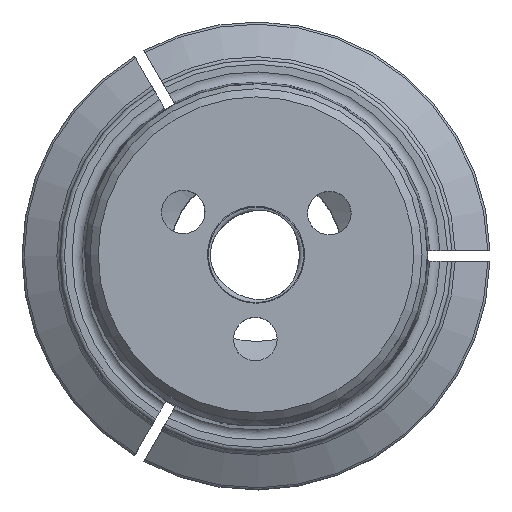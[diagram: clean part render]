
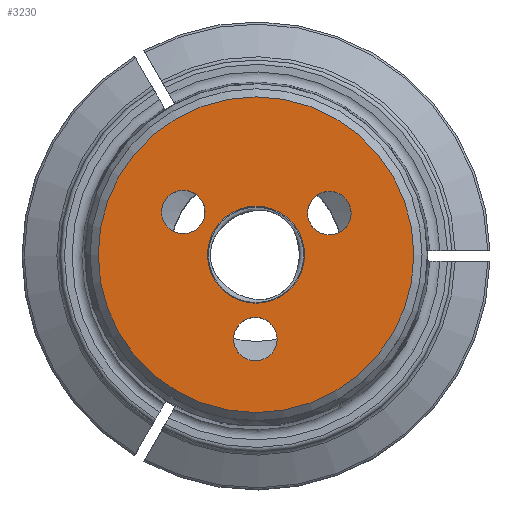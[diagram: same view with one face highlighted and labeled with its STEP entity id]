
A CAD part, top view. The second image highlights one B-rep face of the part: STEP entity #3230.
In plain terms, the highlighted planar face has unit normal (0, 0, 1).
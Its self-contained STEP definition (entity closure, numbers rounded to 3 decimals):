
#67=PLANE('',#3496);
#233=CIRCLE('',#3497,2.);
#234=CIRCLE('',#3498,2.);
#235=CIRCLE('',#3499,2.);
#236=CIRCLE('',#3500,14.5);
#237=CIRCLE('',#3501,4.459);
#804=ORIENTED_EDGE('',*,*,#1274,.T.);
#805=ORIENTED_EDGE('',*,*,#1275,.T.);
#806=ORIENTED_EDGE('',*,*,#1276,.T.);
#807=ORIENTED_EDGE('',*,*,#1277,.T.);
#808=ORIENTED_EDGE('',*,*,#1278,.F.);
#1274=EDGE_CURVE('',#1542,#1542,#233,.T.);
#1275=EDGE_CURVE('',#1543,#1543,#234,.T.);
#1276=EDGE_CURVE('',#1544,#1544,#235,.T.);
#1277=EDGE_CURVE('',#1545,#1545,#236,.F.);
#1278=EDGE_CURVE('',#1546,#1546,#237,.T.);
#1542=VERTEX_POINT('',#5190);
#1543=VERTEX_POINT('',#5192);
#1544=VERTEX_POINT('',#5194);
#1545=VERTEX_POINT('',#5196);
#1546=VERTEX_POINT('',#5198);
#1882=EDGE_LOOP('',(#804));
#1883=EDGE_LOOP('',(#805));
#1884=EDGE_LOOP('',(#806));
#1885=EDGE_LOOP('',(#807));
#1886=EDGE_LOOP('',(#808));
#2073=FACE_BOUND('',#1882,.T.);
#2074=FACE_BOUND('',#1883,.T.);
#2075=FACE_BOUND('',#1884,.T.);
#2076=FACE_BOUND('',#1885,.T.);
#2077=FACE_BOUND('',#1886,.T.);
#3230=ADVANCED_FACE('',(#2073,#2074,#2075,#2076,#2077),#67,.F.);
#3496=AXIS2_PLACEMENT_3D('',#5188,#4052,#4053);
#3497=AXIS2_PLACEMENT_3D('',#5189,#4054,#4055);
#3498=AXIS2_PLACEMENT_3D('',#5191,#4056,#4057);
#3499=AXIS2_PLACEMENT_3D('',#5193,#4058,#4059);
#3500=AXIS2_PLACEMENT_3D('',#5195,#4060,#4061);
#3501=AXIS2_PLACEMENT_3D('',#5197,#4062,#4063);
#4052=DIRECTION('',(0.,0.,-1.));
#4053=DIRECTION('',(-1.,0.,0.));
#4054=DIRECTION('',(0.,0.,-1.));
#4055=DIRECTION('',(-1.,0.,0.));
#4056=DIRECTION('',(0.,0.,-1.));
#4057=DIRECTION('',(-1.,0.,0.));
#4058=DIRECTION('',(0.,0.,-1.));
#4059=DIRECTION('',(-1.,0.,0.));
#4060=DIRECTION('',(0.,0.,-1.));
#4061=DIRECTION('',(-1.,0.,0.));
#4062=DIRECTION('',(0.,0.,1.));
#4063=DIRECTION('',(0.,-1.,0.));
#5188=CARTESIAN_POINT('',(15.25,0.,70.));
#5189=CARTESIAN_POINT('',(-0.058,-7.75,70.));
#5190=CARTESIAN_POINT('',(-2.058,-7.75,70.));
#5191=CARTESIAN_POINT('',(-6.682,3.925,70.));
#5192=CARTESIAN_POINT('',(-8.682,3.925,70.));
#5193=CARTESIAN_POINT('',(6.741,3.824,70.));
#5194=CARTESIAN_POINT('',(4.741,3.824,70.));
#5195=CARTESIAN_POINT('',(0.,0.,70.));
#5196=CARTESIAN_POINT('',(-14.5,0.,70.));
#5197=CARTESIAN_POINT('',(0.,0.,70.));
#5198=CARTESIAN_POINT('',(0.,-4.459,70.));
